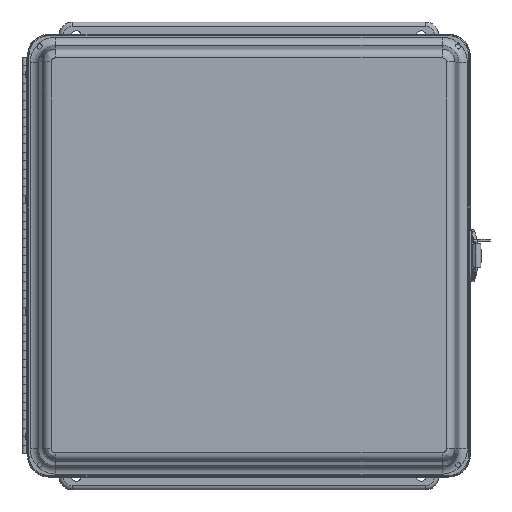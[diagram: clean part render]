
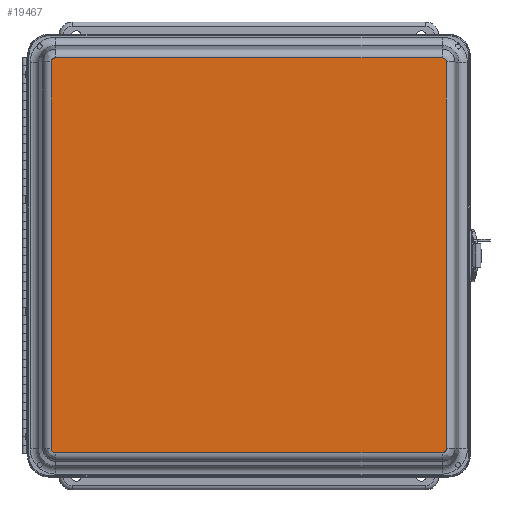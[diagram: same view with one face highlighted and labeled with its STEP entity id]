
A CAD part, top view. The second image highlights one B-rep face of the part: STEP entity #19467.
In plain terms, the highlighted planar face has unit normal (0, 0, 1).
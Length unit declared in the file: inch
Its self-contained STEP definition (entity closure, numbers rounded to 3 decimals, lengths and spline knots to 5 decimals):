
#1850=LINE($,#44248,#3175);
#1853=LINE($,#44269,#3178);
#1855=LINE($,#44277,#3180);
#1857=LINE($,#44305,#3182);
#3175=VECTOR($,#27415,11.21);
#3178=VECTOR($,#27430,11.2095);
#3180=VECTOR($,#27438,11.21);
#3182=VECTOR($,#27454,11.2095);
#3706=PLANE($,#21741);
#4727=CIRCLE($,#21721,0.12112);
#4732=CIRCLE($,#21727,0.12112);
#4736=CIRCLE($,#21735,0.12112);
#4739=CIRCLE($,#21738,0.12112);
#6262=FACE_OUTER_BOUND($,#7750,.T.);
#7750=EDGE_LOOP($,(#17513,#17514,#17515,#17516,#17517,#17518,#17519,#17520));
#9681=VERTEX_POINT($,#44238);
#9682=VERTEX_POINT($,#44240);
#9683=VERTEX_POINT($,#44244);
#9685=VERTEX_POINT($,#44258);
#9687=VERTEX_POINT($,#44268);
#9689=VERTEX_POINT($,#44274);
#9690=VERTEX_POINT($,#44276);
#9691=VERTEX_POINT($,#44299);
#12310=EDGE_CURVE($,#9681,#9682,#4727,.T.);
#12314=EDGE_CURVE($,#9682,#9683,#1850,.T.);
#12317=EDGE_CURVE($,#9683,#9685,#4732,.T.);
#12320=EDGE_CURVE($,#9685,#9687,#1853,.T.);
#12324=EDGE_CURVE($,#9689,#9690,#1855,.T.);
#12326=EDGE_CURVE($,#9687,#9689,#4736,.T.);
#12329=EDGE_CURVE($,#9690,#9691,#4739,.T.);
#12331=EDGE_CURVE($,#9691,#9681,#1857,.T.);
#17513=ORIENTED_EDGE($,*,*,#12310,.F.);
#17514=ORIENTED_EDGE($,*,*,#12331,.F.);
#17515=ORIENTED_EDGE($,*,*,#12329,.F.);
#17516=ORIENTED_EDGE($,*,*,#12324,.F.);
#17517=ORIENTED_EDGE($,*,*,#12326,.F.);
#17518=ORIENTED_EDGE($,*,*,#12320,.F.);
#17519=ORIENTED_EDGE($,*,*,#12317,.F.);
#17520=ORIENTED_EDGE($,*,*,#12314,.F.);
#19467=ADVANCED_FACE($,(#6262),#3706,.T.);
#21721=AXIS2_PLACEMENT_3D($,#44241,#27406,#27407);
#21727=AXIS2_PLACEMENT_3D($,#44262,#27420,#27421);
#21735=AXIS2_PLACEMENT_3D($,#44288,#27441,#27442);
#21738=AXIS2_PLACEMENT_3D($,#44301,#27447,#27448);
#21741=AXIS2_PLACEMENT_3D($,#44306,#27455,#27456);
#27406=DIRECTION('center_axis',(0.,0.,-1.));
#27407=DIRECTION('ref_axis',(-0.986,-0.168,0.));
#27415=DIRECTION($,(0.,1.,0.));
#27420=DIRECTION('center_axis',(0.,0.,-1.));
#27421=DIRECTION('ref_axis',(-0.986,0.168,0.));
#27430=DIRECTION($,(1.,0.,0.));
#27438=DIRECTION($,(0.,-1.,0.));
#27441=DIRECTION('center_axis',(0.,0.,-1.));
#27442=DIRECTION('ref_axis',(0.986,0.168,0.));
#27447=DIRECTION('center_axis',(0.,0.,-1.));
#27448=DIRECTION('ref_axis',(0.986,-0.168,0.));
#27454=DIRECTION($,(-1.,0.,0.));
#27455=DIRECTION('center_axis',(0.,0.,1.));
#27456=DIRECTION('ref_axis',(1.,0.,0.));
#44238=CARTESIAN_POINT('',(-5.60475,-5.72612,6.155));
#44240=CARTESIAN_POINT('',(-5.72587,-5.605,6.155));
#44241=CARTESIAN_POINT('Origin',(-5.60475,-5.605,6.155));
#44244=CARTESIAN_POINT('',(-5.72587,5.605,6.155));
#44248=CARTESIAN_POINT($,(-5.72587,-5.605,6.155));
#44258=CARTESIAN_POINT('',(-5.60475,5.72612,6.155));
#44262=CARTESIAN_POINT('Origin',(-5.60475,5.605,6.155));
#44268=CARTESIAN_POINT('',(5.60475,5.72612,6.155));
#44269=CARTESIAN_POINT($,(-5.60475,5.72612,6.155));
#44274=CARTESIAN_POINT('',(5.72587,5.605,6.155));
#44276=CARTESIAN_POINT('',(5.72587,-5.605,6.155));
#44277=CARTESIAN_POINT($,(5.72587,5.605,6.155));
#44288=CARTESIAN_POINT('Origin',(5.60475,5.605,6.155));
#44299=CARTESIAN_POINT('',(5.60475,-5.72612,6.155));
#44301=CARTESIAN_POINT('Origin',(5.60475,-5.605,6.155));
#44305=CARTESIAN_POINT($,(5.60475,-5.72612,6.155));
#44306=CARTESIAN_POINT('Origin',(0.,0.,6.155));
